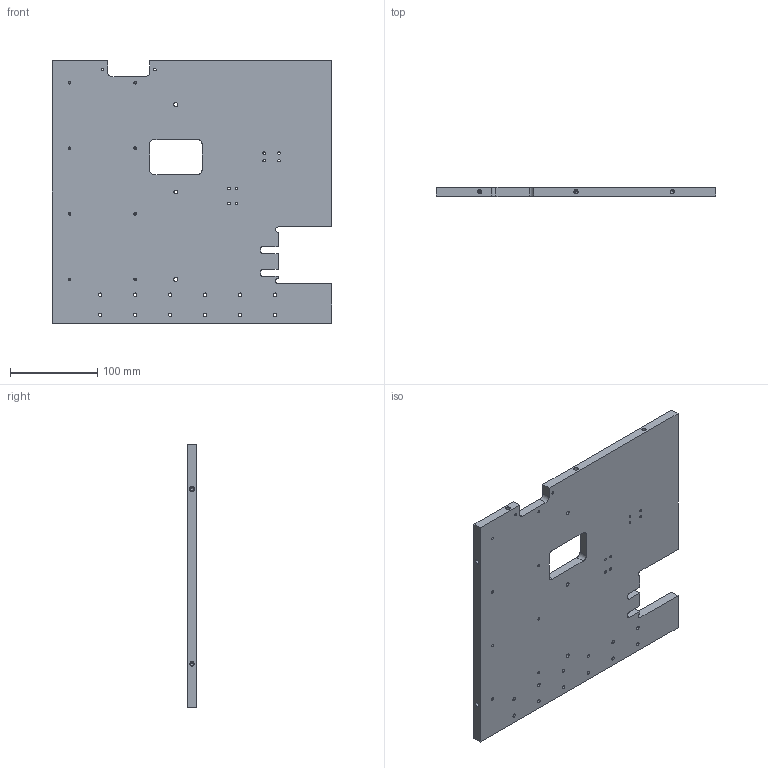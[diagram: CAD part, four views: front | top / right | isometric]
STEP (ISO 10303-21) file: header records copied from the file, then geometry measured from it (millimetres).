
FILE_DESCRIPTION (( 'STEP AP203' ), '1' );
FILE_NAME ('13-018207.step', '2022-02-14T12:31:19', ( '' ), ( '' ), 'SwSTEP 2.0', 'SolidWorks 2021', '' );
FILE_SCHEMA (( 'CONFIG_CONTROL_DESIGN' ));
Length unit declared in the file: millimetre
Products named in the file (1): 13-018207
Bounding box: 320 x 10 x 300 mm (x, y, z)
Volume: 877969.3 mm3; surface area: 198797.2 mm2
Topology: 1 solids, 1 shells, 258 faces, 636 edges, 391 vertices
Faces by surface type: cylinder 160, plane 56, cone 42
Entity records: 7643 total; most frequent: DIRECTION 1440, CARTESIAN_POINT 1248, ORIENTED_EDGE 1196, EDGE_CURVE 598, AXIS2_PLACEMENT_3D 583, VERTEX_POINT 391, EDGE_LOOP 359, CIRCLE 324
